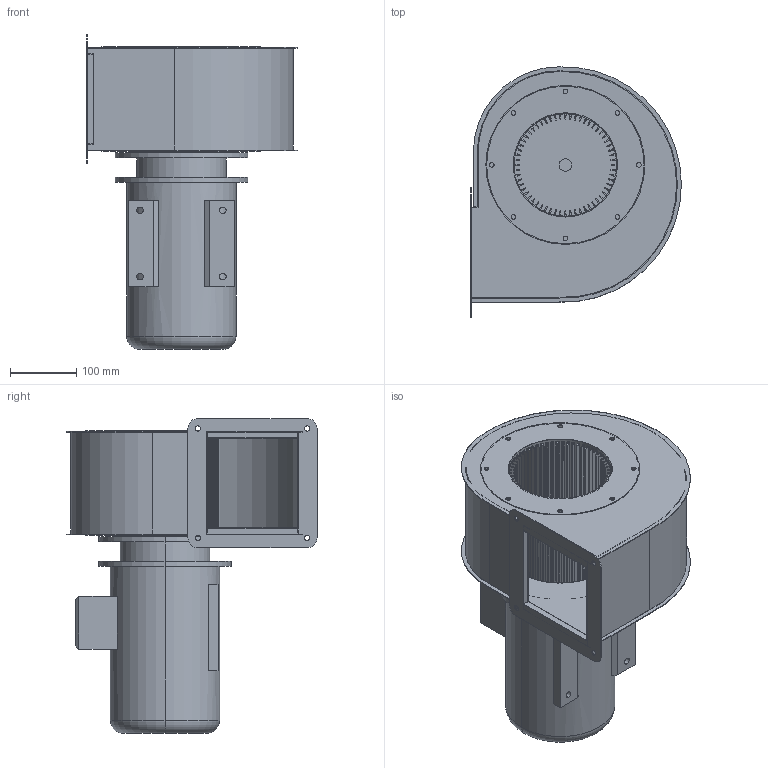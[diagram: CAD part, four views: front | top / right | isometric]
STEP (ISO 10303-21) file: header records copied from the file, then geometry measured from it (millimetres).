
FILE_DESCRIPTION (( 'STEP AP203' ), '1' );
FILE_NAME ('Assieme DIC 160 AT.STEP', '2022-03-04T15:34:46', ( '' ), ( '' ), 'SwSTEP 2.0', 'SolidWorks 2018', '' );
FILE_SCHEMA (( 'CONFIG_CONTROL_DESIGN' ));
Length unit declared in the file: millimetre
Products named in the file (3): Assieme DIC 160 AT; 5MO2296; DIC_160 AT
Assembly tree (2 placements, depth 2):
  Assieme DIC 160 AT
    DIC_160 AT
    5MO2296
Bounding box: 318.15 x 377.5 x 475.3 mm (x, y, z)
Volume: 7516168.9 mm3; surface area: 1285964.4 mm2
Topology: 2 solids, 2 shells, 1691 faces, 4143 edges, 2320 vertices
Faces by surface type: plane 662, cylinder 552, torus 211, sphere 146, bspline 120
Entity records: 52256 total; most frequent: CARTESIAN_POINT 13500, DIRECTION 8508, ORIENTED_EDGE 7754, EDGE_CURVE 3877, AXIS2_PLACEMENT_3D 3315, VERTEX_POINT 2320, VECTOR 1878, LINE 1878
